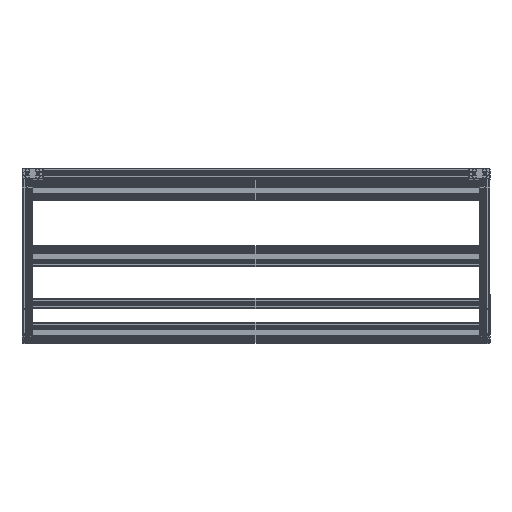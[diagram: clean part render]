
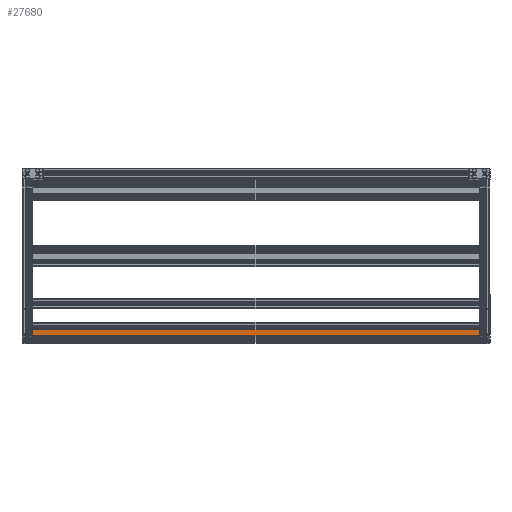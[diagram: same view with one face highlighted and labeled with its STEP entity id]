
A CAD part, top view. The second image highlights one B-rep face of the part: STEP entity #27680.
In plain terms, the highlighted face is planar.
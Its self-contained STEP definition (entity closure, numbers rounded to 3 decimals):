
#981=PLANE('',#30532);
#4404=LINE('',#45464,#6998);
#4503=LINE('',#45739,#7097);
#4504=LINE('',#45742,#7098);
#4505=LINE('',#45743,#7099);
#6998=VECTOR('',#37326,10.);
#7097=VECTOR('',#37575,10.);
#7098=VECTOR('',#37578,10.);
#7099=VECTOR('',#37579,10.);
#9179=FACE_OUTER_BOUND('',#10617,.T.);
#10617=EDGE_LOOP('',(#25084,#25085,#25086,#25087));
#14358=VERTEX_POINT('',#45461);
#14359=VERTEX_POINT('',#45463);
#14460=VERTEX_POINT('',#45737);
#14461=VERTEX_POINT('',#45741);
#17987=EDGE_CURVE('',#14359,#14358,#4404,.T.);
#18125=EDGE_CURVE('',#14358,#14460,#4503,.T.);
#18126=EDGE_CURVE('',#14460,#14461,#4504,.T.);
#18127=EDGE_CURVE('',#14359,#14461,#4505,.T.);
#25084=ORIENTED_EDGE('',*,*,#18126,.T.);
#25085=ORIENTED_EDGE('',*,*,#18127,.F.);
#25086=ORIENTED_EDGE('',*,*,#17987,.T.);
#25087=ORIENTED_EDGE('',*,*,#18125,.T.);
#27680=ADVANCED_FACE('',(#9179),#981,.T.);
#30532=AXIS2_PLACEMENT_3D('',#45740,#37576,#37577);
#37326=DIRECTION('',(0.,-1.,0.));
#37575=DIRECTION('',(0.,0.,1.));
#37576=DIRECTION('center_axis',(-1.,0.,0.));
#37577=DIRECTION('ref_axis',(0.,0.,1.));
#37578=DIRECTION('',(0.,1.,0.));
#37579=DIRECTION('',(0.,0.,1.));
#45461=CARTESIAN_POINT('',(-22.5,-18.1,-955.));
#45463=CARTESIAN_POINT('',(-22.5,18.1,-955.));
#45464=CARTESIAN_POINT('',(-22.5,18.1,-955.));
#45737=CARTESIAN_POINT('',(-22.5,-18.1,955.));
#45739=CARTESIAN_POINT('',(-22.5,-18.1,0.));
#45740=CARTESIAN_POINT('Origin',(-22.5,-18.1,0.));
#45741=CARTESIAN_POINT('',(-22.5,18.1,955.));
#45742=CARTESIAN_POINT('',(-22.5,18.1,955.));
#45743=CARTESIAN_POINT('',(-22.5,18.1,0.));
